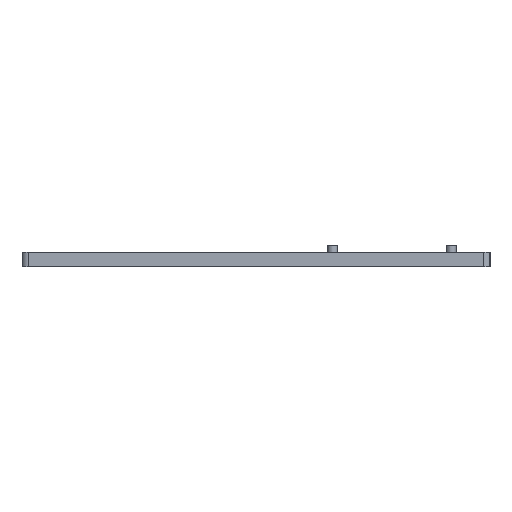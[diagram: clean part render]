
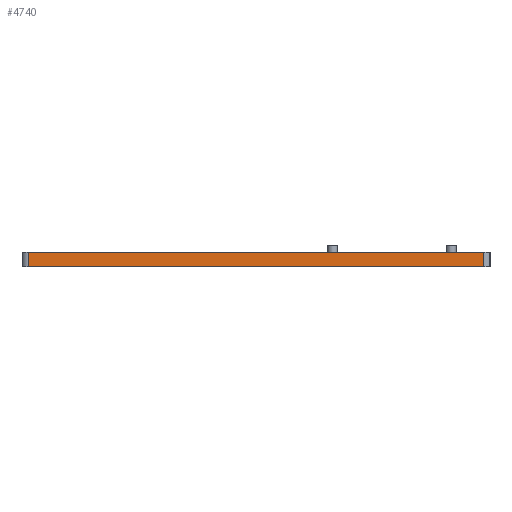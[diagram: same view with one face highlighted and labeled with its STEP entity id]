
A CAD part, left-side view. The second image highlights one B-rep face of the part: STEP entity #4740.
In plain terms, the highlighted planar face has unit normal (-1, 0, 0).
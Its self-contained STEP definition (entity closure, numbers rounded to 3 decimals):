
#2097=CARTESIAN_POINT('',(-122.25,203.683,9.5));
#2098=VERTEX_POINT('',#2097);
#2106=CARTESIAN_POINT('',(-122.25,109.683,9.5));
#2107=VERTEX_POINT('',#2106);
#2108=CARTESIAN_POINT('',(-122.25,109.683,9.5));
#2109=DIRECTION('',(0.,1.,0.));
#2110=VECTOR('',#2109,94.);
#2111=LINE('',#2108,#2110);
#2112=EDGE_CURVE('',#2107,#2098,#2111,.T.);
#4011=CARTESIAN_POINT('',(-122.25,109.683,6.5));
#4012=VERTEX_POINT('',#4011);
#4020=CARTESIAN_POINT('',(-122.25,203.683,6.5));
#4021=VERTEX_POINT('',#4020);
#4022=CARTESIAN_POINT('',(-122.25,109.683,6.5));
#4023=DIRECTION('',(0.,1.,0.));
#4024=VECTOR('',#4023,94.);
#4025=LINE('',#4022,#4024);
#4026=EDGE_CURVE('',#4012,#4021,#4025,.T.);
#4719=CARTESIAN_POINT('',(-122.25,161.183,9.5));
#4720=DIRECTION('',(-1.,0.,0.));
#4721=DIRECTION('',(0.,0.,1.));
#4722=AXIS2_PLACEMENT_3D('',#4719,#4720,#4721);
#4723=PLANE('',#4722);
#4724=ORIENTED_EDGE('',*,*,#2112,.T.);
#4725=CARTESIAN_POINT('',(-122.25,203.683,9.5));
#4726=DIRECTION('',(-0.,0.,-1.));
#4727=VECTOR('',#4726,3.);
#4728=LINE('',#4725,#4727);
#4729=EDGE_CURVE('',#2098,#4021,#4728,.T.);
#4730=ORIENTED_EDGE('',*,*,#4729,.T.);
#4731=ORIENTED_EDGE('',*,*,#4026,.F.);
#4732=CARTESIAN_POINT('',(-122.25,109.683,6.5));
#4733=DIRECTION('',(0.,-0.,1.));
#4734=VECTOR('',#4733,3.);
#4735=LINE('',#4732,#4734);
#4736=EDGE_CURVE('',#4012,#2107,#4735,.T.);
#4737=ORIENTED_EDGE('',*,*,#4736,.T.);
#4738=EDGE_LOOP('',(#4724,#4730,#4731,#4737));
#4739=FACE_BOUND('',#4738,.T.);
#4740=ADVANCED_FACE('',(#4739),#4723,.T.);
